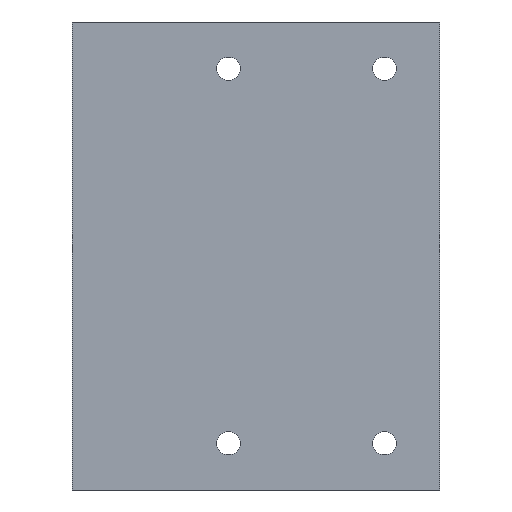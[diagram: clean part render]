
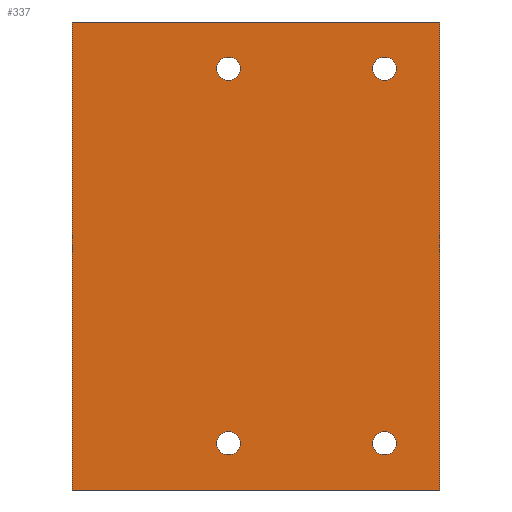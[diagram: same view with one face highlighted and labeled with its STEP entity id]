
A CAD part, left-side view. The second image highlights one B-rep face of the part: STEP entity #337.
In plain terms, the highlighted planar face has unit normal (-1, 0, 0).
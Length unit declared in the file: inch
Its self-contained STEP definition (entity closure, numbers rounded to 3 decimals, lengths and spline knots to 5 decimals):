
#15=LINE('',#523,#39);
#16=LINE('',#525,#40);
#17=LINE('',#527,#41);
#18=LINE('',#528,#42);
#39=VECTOR('',#430,2.5);
#40=VECTOR('',#431,1.96063);
#41=VECTOR('',#432,2.5);
#42=VECTOR('',#433,1.96063);
#64=PLANE('',#370);
#80=FACE_BOUND('',#124,.T.);
#81=FACE_BOUND('',#125,.T.);
#82=FACE_BOUND('',#126,.T.);
#83=FACE_BOUND('',#127,.T.);
#97=FACE_OUTER_BOUND('',#123,.T.);
#123=EDGE_LOOP('',(#251,#252,#253,#254));
#124=EDGE_LOOP('',(#255));
#125=EDGE_LOOP('',(#256));
#126=EDGE_LOOP('',(#257));
#127=EDGE_LOOP('',(#258));
#145=CIRCLE('',#352,0.0625);
#147=CIRCLE('',#355,0.0625);
#149=CIRCLE('',#358,0.0625);
#151=CIRCLE('',#361,0.0625);
#163=VERTEX_POINT('',#490);
#165=VERTEX_POINT('',#495);
#167=VERTEX_POINT('',#500);
#169=VERTEX_POINT('',#505);
#175=VERTEX_POINT('',#521);
#176=VERTEX_POINT('',#522);
#177=VERTEX_POINT('',#524);
#178=VERTEX_POINT('',#526);
#195=EDGE_CURVE('',#163,#163,#145,.T.);
#197=EDGE_CURVE('',#165,#165,#147,.T.);
#199=EDGE_CURVE('',#167,#167,#149,.T.);
#201=EDGE_CURVE('',#169,#169,#151,.T.);
#207=EDGE_CURVE('',#175,#176,#15,.T.);
#208=EDGE_CURVE('',#176,#177,#16,.T.);
#209=EDGE_CURVE('',#178,#177,#17,.T.);
#210=EDGE_CURVE('',#175,#178,#18,.T.);
#251=ORIENTED_EDGE('',*,*,#207,.T.);
#252=ORIENTED_EDGE('',*,*,#208,.T.);
#253=ORIENTED_EDGE('',*,*,#209,.F.);
#254=ORIENTED_EDGE('',*,*,#210,.F.);
#255=ORIENTED_EDGE('',*,*,#195,.T.);
#256=ORIENTED_EDGE('',*,*,#197,.T.);
#257=ORIENTED_EDGE('',*,*,#199,.T.);
#258=ORIENTED_EDGE('',*,*,#201,.T.);
#337=ADVANCED_FACE('',(#97,#80,#81,#82,#83),#64,.T.);
#352=AXIS2_PLACEMENT_3D('',#491,#392,#393);
#355=AXIS2_PLACEMENT_3D('',#496,#398,#399);
#358=AXIS2_PLACEMENT_3D('',#501,#404,#405);
#361=AXIS2_PLACEMENT_3D('',#506,#410,#411);
#370=AXIS2_PLACEMENT_3D('',#520,#428,#429);
#392=DIRECTION('center_axis',(1.,0.,0.));
#393=DIRECTION('ref_axis',(0.,0.,1.));
#398=DIRECTION('center_axis',(1.,0.,0.));
#399=DIRECTION('ref_axis',(0.,0.,1.));
#404=DIRECTION('center_axis',(1.,0.,0.));
#405=DIRECTION('ref_axis',(0.,0.,1.));
#410=DIRECTION('center_axis',(1.,0.,0.));
#411=DIRECTION('ref_axis',(0.,0.,1.));
#428=DIRECTION('center_axis',(-1.,0.,0.));
#429=DIRECTION('ref_axis',(0.,0.,1.));
#430=DIRECTION('',(0.,0.,1.));
#431=DIRECTION('',(0.,1.,0.));
#432=DIRECTION('',(0.,0.,1.));
#433=DIRECTION('',(0.,1.,0.));
#490=CARTESIAN_POINT('',(0.,1.1273,-1.0625));
#491=CARTESIAN_POINT('Origin',(0.,1.1273,-1.));
#495=CARTESIAN_POINT('',(0.,1.1273,0.9375));
#496=CARTESIAN_POINT('Origin',(0.,1.1273,1.));
#500=CARTESIAN_POINT('',(0.,0.29396,0.9375));
#501=CARTESIAN_POINT('Origin',(0.,0.29396,1.));
#505=CARTESIAN_POINT('',(0.,0.29396,-1.0625));
#506=CARTESIAN_POINT('Origin',(0.,0.29396,-1.));
#520=CARTESIAN_POINT('Origin',(0.,0.,-1.25));
#521=CARTESIAN_POINT('',(0.,0.,-1.25));
#522=CARTESIAN_POINT('',(0.,0.,1.25));
#523=CARTESIAN_POINT('',(0.,0.,-1.25));
#524=CARTESIAN_POINT('',(0.,1.96063,1.25));
#525=CARTESIAN_POINT('',(0.,0.,1.25));
#526=CARTESIAN_POINT('',(0.,1.96063,-1.25));
#527=CARTESIAN_POINT('',(0.,1.96063,-1.25));
#528=CARTESIAN_POINT('',(0.,0.,-1.25));
